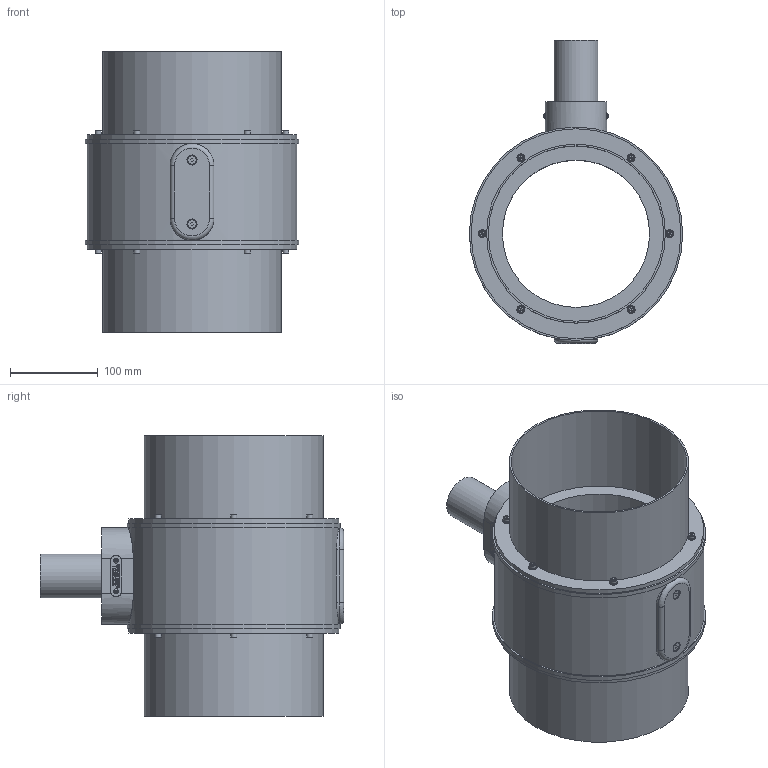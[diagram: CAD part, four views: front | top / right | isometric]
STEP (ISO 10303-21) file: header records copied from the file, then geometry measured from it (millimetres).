
FILE_DESCRIPTION (( 'STEP AP214' ), '1' );
FILE_NAME ('P-168-030-rev-B-BT.STEP', '2025-01-09T09:47:25', ( '' ), ( '' ), 'SwSTEP 2.0', 'SolidWorks 2024', '' );
FILE_SCHEMA (( 'AUTOMOTIVE_DESIGN' ));
Length unit declared in the file: millimetre
Products named in the file (1): P-168-030-rev-B-BT
Bounding box: 243.4 x 345.85 x 320.06 mm (x, y, z)
Volume: 3420911.8 mm3; surface area: 489898.3 mm2
Topology: 1 solids, 17 shells, 904 faces, 2217 edges, 1440 vertices
Faces by surface type: plane 621, bspline 132, cylinder 99, torus 30, cone 18, sphere 4
Full cylindrical faces by diameter (mm): 3 x4, 3.5 x4, 4 x12, 4.6 x12, 5.7 x4, 7 x12, 8.5 x6, 9 x12, 9.64 x2, 50 x1, 168 x1, 200 x2, 204 x2, 239.4 x3, 243.4 x2
Entity records: 38269 total; most frequent: CARTESIAN_POINT 9245, ORIENTED_EDGE 4060, DIRECTION 3330, EDGE_CURVE 2030, VERTEX_POINT 1382, EDGE_LOOP 1164, AXIS2_PLACEMENT_3D 1115, LINE 1100
